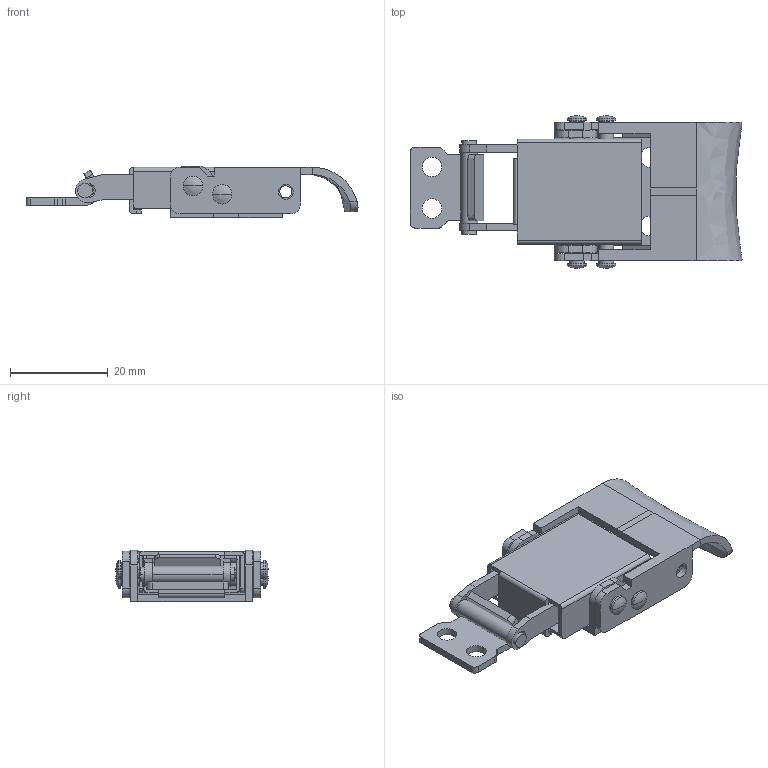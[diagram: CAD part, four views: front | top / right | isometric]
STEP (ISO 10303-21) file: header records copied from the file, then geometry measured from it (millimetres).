
FILE_DESCRIPTION(/* description */ (''),/* implementation_level */ '2;1');
FILE_NAME(/* name */ 'DK624',/* time_stamp */ '2024-11-05T15:49:03+08:00',/* author */ (''),/* organization */ (''),/* preprocessor_version */ 'ST-DEVELOPER v19.2',/* originating_system */ 'Rhino 8.5',/* authorisation */ '');
FILE_SCHEMA (('CONFIG_CONTROL_DESIGN'));
Length unit declared in the file: millimetre
Products named in the file (1): Document
Bounding box: 67.84 x 31.16 x 10.5 mm (x, y, z)
Volume: 5514.4 mm3; surface area: 11564.1 mm2
Topology: 10 solids, 13 shells, 324 faces, 799 edges, 491 vertices
Faces by surface type: plane 164, cylinder 129, bspline 31
Entity records: 33797 total; most frequent: CARTESIAN_POINT 27109, ORIENTED_EDGE 1566, DIRECTION 859, EDGE_CURVE 789, AXIS2_PLACEMENT_3D 576, VERTEX_POINT 491, B_SPLINE_CURVE_WITH_KNOTS 378, EDGE_LOOP 370
